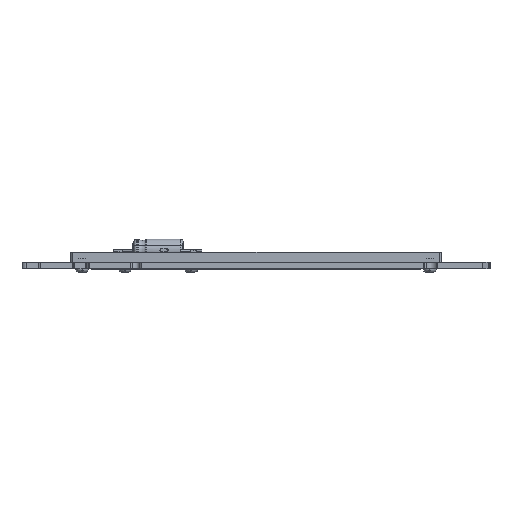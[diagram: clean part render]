
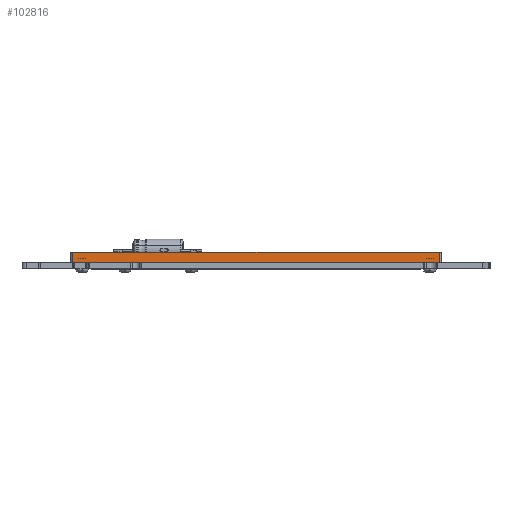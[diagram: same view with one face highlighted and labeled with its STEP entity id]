
A CAD part, front view. The second image highlights one B-rep face of the part: STEP entity #102816.
In plain terms, the highlighted planar face has unit normal (0, -1, 0).
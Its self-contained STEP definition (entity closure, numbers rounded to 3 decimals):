
#102657 = EDGE_CURVE('',#102658,#102660,#102662,.T.);
#102658 = VERTEX_POINT('',#102659);
#102659 = CARTESIAN_POINT('',(-2.293,-2.805,0.));
#102660 = VERTEX_POINT('',#102661);
#102661 = CARTESIAN_POINT('',(88.807,-2.805,0.));
#102662 = LINE('',#102663,#102664);
#102663 = CARTESIAN_POINT('',(-2.793,-2.805,0.));
#102664 = VECTOR('',#102665,1.);
#102665 = DIRECTION('',(1.,0.,0.));
#102816 = ADVANCED_FACE('',(#102817),#102842,.F.);
#102817 = FACE_BOUND('',#102818,.T.);
#102818 = EDGE_LOOP('',(#102819,#102829,#102835,#102836));
#102819 = ORIENTED_EDGE('',*,*,#102820,.F.);
#102820 = EDGE_CURVE('',#102821,#102823,#102825,.T.);
#102821 = VERTEX_POINT('',#102822);
#102822 = CARTESIAN_POINT('',(-2.293,-2.805,2.5));
#102823 = VERTEX_POINT('',#102824);
#102824 = CARTESIAN_POINT('',(88.807,-2.805,2.5));
#102825 = LINE('',#102826,#102827);
#102826 = CARTESIAN_POINT('',(-2.793,-2.805,2.5));
#102827 = VECTOR('',#102828,1.);
#102828 = DIRECTION('',(1.,0.,0.));
#102829 = ORIENTED_EDGE('',*,*,#102830,.T.);
#102830 = EDGE_CURVE('',#102821,#102658,#102831,.T.);
#102831 = LINE('',#102832,#102833);
#102832 = CARTESIAN_POINT('',(-2.293,-2.805,1.8));
#102833 = VECTOR('',#102834,1.);
#102834 = DIRECTION('',(0.,0.,-1.));
#102835 = ORIENTED_EDGE('',*,*,#102657,.T.);
#102836 = ORIENTED_EDGE('',*,*,#102837,.T.);
#102837 = EDGE_CURVE('',#102660,#102823,#102838,.T.);
#102838 = LINE('',#102839,#102840);
#102839 = CARTESIAN_POINT('',(88.807,-2.805,1.8));
#102840 = VECTOR('',#102841,1.);
#102841 = DIRECTION('',(0.,0.,1.));
#102842 = PLANE('',#102843);
#102843 = AXIS2_PLACEMENT_3D('',#102844,#102845,#102846);
#102844 = CARTESIAN_POINT('',(-2.793,-2.805,1.8));
#102845 = DIRECTION('',(0.,1.,0.));
#102846 = DIRECTION('',(0.,0.,1.));
